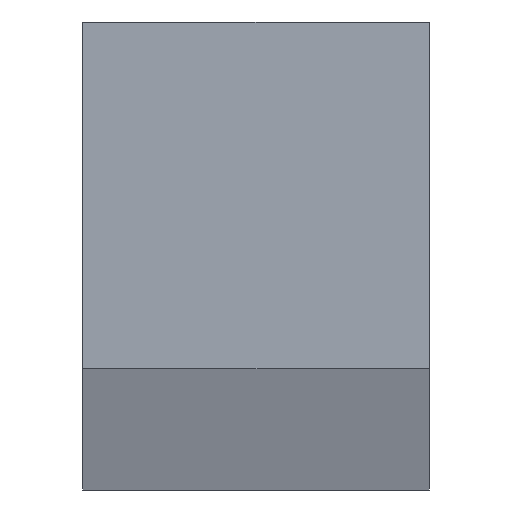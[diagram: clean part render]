
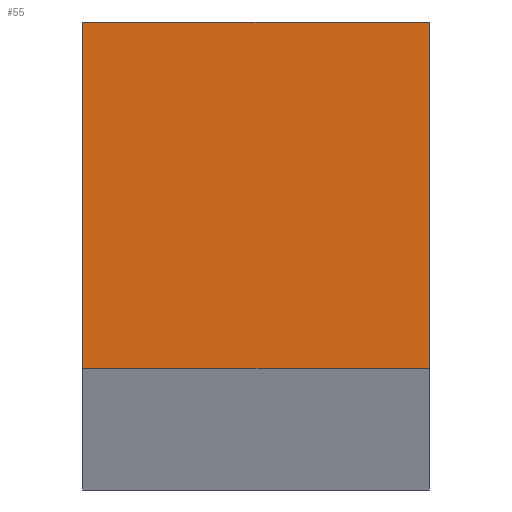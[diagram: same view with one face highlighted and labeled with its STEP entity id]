
A CAD part, top view. The second image highlights one B-rep face of the part: STEP entity #55.
In plain terms, the highlighted planar face has unit normal (0, 0, 1).
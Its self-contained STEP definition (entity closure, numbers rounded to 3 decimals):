
#10 = ORIENTED_EDGE ( 'NONE', *, *, #193, .T. ) ;
#23 = CARTESIAN_POINT ( 'NONE',  ( -2.5, 2.5, 500. ) ) ;
#27 = VECTOR ( 'NONE', #156, 1000. ) ;
#28 = ORIENTED_EDGE ( 'NONE', *, *, #196, .T. ) ;
#32 = VERTEX_POINT ( 'NONE', #36 ) ;
#36 = CARTESIAN_POINT ( 'NONE',  ( 2.5, -2.5, 500. ) ) ;
#55 = ADVANCED_FACE ( 'NONE', ( #191 ), #178, .T. ) ;
#68 = LINE ( 'NONE', #148, #155 ) ;
#83 = DIRECTION ( 'NONE',  ( 1., 0., 0. ) ) ;
#89 = CARTESIAN_POINT ( 'NONE',  ( -2.5, 2.5, 500. ) ) ;
#93 = EDGE_CURVE ( 'NONE', #32, #215, #186, .T. ) ;
#99 = VECTOR ( 'NONE', #208, 1000. ) ;
#106 = DIRECTION ( 'NONE',  ( 1., 0., 0. ) ) ;
#107 = CARTESIAN_POINT ( 'NONE',  ( -2.5, -2.5, 500. ) ) ;
#121 = ORIENTED_EDGE ( 'NONE', *, *, #122, .T. ) ;
#122 = EDGE_CURVE ( 'NONE', #227, #217, #219, .T. ) ;
#124 = CARTESIAN_POINT ( 'NONE',  ( 2.5, 2.5, 500. ) ) ;
#131 = ORIENTED_EDGE ( 'NONE', *, *, #93, .T. ) ;
#143 = CARTESIAN_POINT ( 'NONE',  ( 2.5, 2.5, 500. ) ) ;
#148 = CARTESIAN_POINT ( 'NONE',  ( -2.5, -2.5, 500. ) ) ;
#155 = VECTOR ( 'NONE', #106, 1000. ) ;
#156 = DIRECTION ( 'NONE',  ( 0., 1., 0. ) ) ;
#161 = VECTOR ( 'NONE', #207, 1000. ) ;
#162 = EDGE_LOOP ( 'NONE', ( #121, #28, #131, #10 ) ) ;
#168 = CARTESIAN_POINT ( 'NONE',  ( 0., 0., 500. ) ) ;
#178 = PLANE ( 'NONE',  #213 ) ;
#184 = DIRECTION ( 'NONE',  ( 0., 0., 1. ) ) ;
#186 = LINE ( 'NONE', #143, #27 ) ;
#190 = CARTESIAN_POINT ( 'NONE',  ( -2.5, 2.5, 500. ) ) ;
#191 = FACE_OUTER_BOUND ( 'NONE', #162, .T. ) ;
#193 = EDGE_CURVE ( 'NONE', #215, #227, #209, .T. ) ;
#196 = EDGE_CURVE ( 'NONE', #217, #32, #68, .T. ) ;
#207 = DIRECTION ( 'NONE',  ( -1., 0., 0. ) ) ;
#208 = DIRECTION ( 'NONE',  ( 0., -1., 0. ) ) ;
#209 = LINE ( 'NONE', #190, #161 ) ;
#213 = AXIS2_PLACEMENT_3D ( 'NONE', #168, #184, #83 ) ;
#215 = VERTEX_POINT ( 'NONE', #124 ) ;
#217 = VERTEX_POINT ( 'NONE', #107 ) ;
#219 = LINE ( 'NONE', #23, #99 ) ;
#227 = VERTEX_POINT ( 'NONE', #89 ) ;
